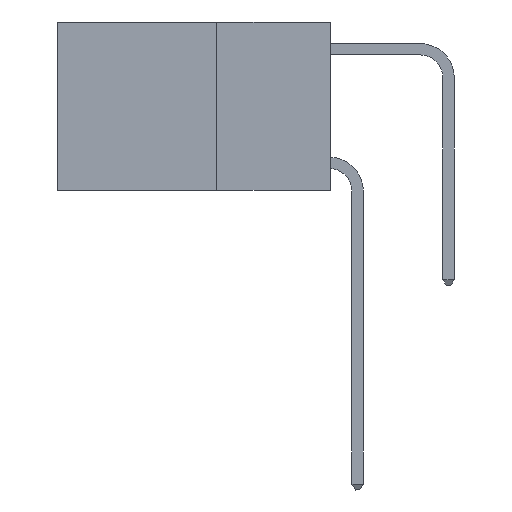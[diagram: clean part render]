
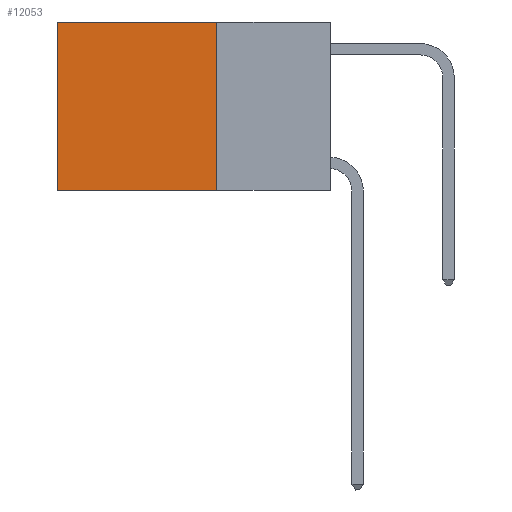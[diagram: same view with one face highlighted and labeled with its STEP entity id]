
A CAD part, left-side view. The second image highlights one B-rep face of the part: STEP entity #12053.
In plain terms, the highlighted planar face has unit normal (-1, 0, 0).
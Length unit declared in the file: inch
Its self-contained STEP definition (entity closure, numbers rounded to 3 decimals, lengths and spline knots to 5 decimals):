
#787 = DIRECTION ( 'NONE',  ( 0., 1., 0. ) ) ;
#2008 = CARTESIAN_POINT ( 'NONE',  ( 0.2625, 0.25, -0.37 ) ) ;
#2157 = CARTESIAN_POINT ( 'NONE',  ( 0.2625, 0.25, -0.37 ) ) ;
#2282 = EDGE_CURVE ( 'NONE', #9246, #4344, #6651, .T. ) ;
#2389 = EDGE_LOOP ( 'NONE', ( #9901, #8657, #9454, #3304 ) ) ;
#2551 = VECTOR ( 'NONE', #3246, 39.37008 ) ;
#3194 = CARTESIAN_POINT ( 'NONE',  ( 0.2625, 0.6, 0. ) ) ;
#3246 = DIRECTION ( 'NONE',  ( 0., 1., 0. ) ) ;
#3304 = ORIENTED_EDGE ( 'NONE', *, *, #2282, .T. ) ;
#3433 = VECTOR ( 'NONE', #787, 39.37008 ) ;
#4176 = CARTESIAN_POINT ( 'NONE',  ( 0.2625, 0.6, -0.37 ) ) ;
#4344 = VERTEX_POINT ( 'NONE', #5247 ) ;
#4810 = FACE_OUTER_BOUND ( 'NONE', #2389, .T. ) ;
#4812 = CARTESIAN_POINT ( 'NONE',  ( 0.2625, 0.25, 0. ) ) ;
#4885 = VERTEX_POINT ( 'NONE', #2157 ) ;
#5247 = CARTESIAN_POINT ( 'NONE',  ( 0.2625, 0.6, 0. ) ) ;
#5405 = DIRECTION ( 'NONE',  ( 1., 0., 0. ) ) ;
#5877 = EDGE_CURVE ( 'NONE', #9246, #4885, #11649, .T. ) ;
#6651 = LINE ( 'NONE', #15086, #3433 ) ;
#7420 = CARTESIAN_POINT ( 'NONE',  ( 0.2625, 0.25, 0. ) ) ;
#8385 = VECTOR ( 'NONE', #13631, 39.37008 ) ;
#8657 = ORIENTED_EDGE ( 'NONE', *, *, #11059, .F. ) ;
#9246 = VERTEX_POINT ( 'NONE', #7420 ) ;
#9454 = ORIENTED_EDGE ( 'NONE', *, *, #5877, .F. ) ;
#9695 = VECTOR ( 'NONE', #12749, 39.37008 ) ;
#9698 = DIRECTION ( 'NONE',  ( 0., 0., -1. ) ) ;
#9745 = AXIS2_PLACEMENT_3D ( 'NONE', #13317, #5405, #9698 ) ;
#9901 = ORIENTED_EDGE ( 'NONE', *, *, #14314, .T. ) ;
#11059 = EDGE_CURVE ( 'NONE', #4885, #13115, #12237, .T. ) ;
#11649 = LINE ( 'NONE', #4812, #8385 ) ;
#12053 = ADVANCED_FACE ( 'NONE', ( #4810 ), #13208, .F. ) ;
#12237 = LINE ( 'NONE', #2008, #2551 ) ;
#12749 = DIRECTION ( 'NONE',  ( 0., 0., -1. ) ) ;
#13115 = VERTEX_POINT ( 'NONE', #4176 ) ;
#13208 = PLANE ( 'NONE',  #9745 ) ;
#13317 = CARTESIAN_POINT ( 'NONE',  ( 0.2625, 0.25, 0. ) ) ;
#13631 = DIRECTION ( 'NONE',  ( 0., 0., -1. ) ) ;
#14314 = EDGE_CURVE ( 'NONE', #4344, #13115, #15245, .T. ) ;
#15086 = CARTESIAN_POINT ( 'NONE',  ( 0.2625, 0.25, 0. ) ) ;
#15245 = LINE ( 'NONE', #3194, #9695 ) ;
